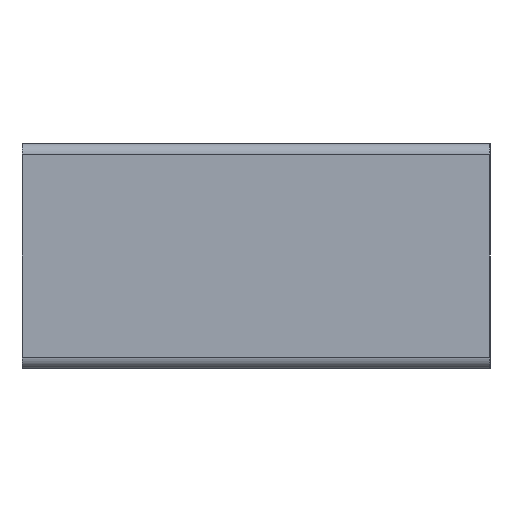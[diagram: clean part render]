
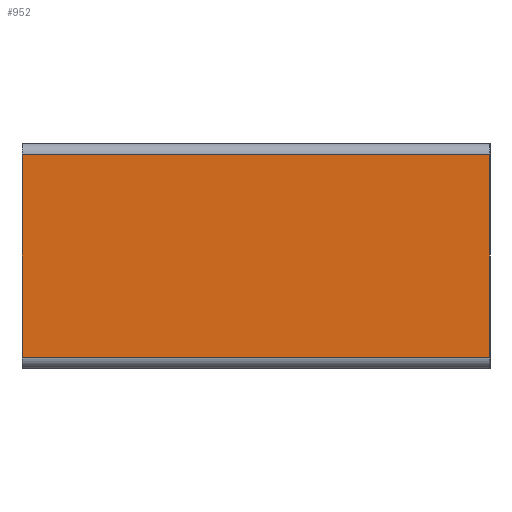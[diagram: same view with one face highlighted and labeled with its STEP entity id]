
A CAD part, left-side view. The second image highlights one B-rep face of the part: STEP entity #952.
In plain terms, the highlighted planar face has unit normal (-1, 0, 0).
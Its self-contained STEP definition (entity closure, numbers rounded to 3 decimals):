
#56 = CARTESIAN_POINT ( 'NONE',  ( -1., 0.625, 0.58 ) ) ;
#59 = EDGE_CURVE ( 'NONE', #609, #571, #514, .T. ) ;
#65 = DIRECTION ( 'NONE',  ( 0., 0., -1. ) ) ;
#146 = DIRECTION ( 'NONE',  ( 0., 0., -1. ) ) ;
#147 = DIRECTION ( 'NONE',  ( 1., 0., 0. ) ) ;
#148 = CARTESIAN_POINT ( 'NONE',  ( -1., -0.625, 0.58 ) ) ;
#167 = PLANE ( 'NONE',  #1124 ) ;
#170 = ORIENTED_EDGE ( 'NONE', *, *, #1142, .T. ) ;
#193 = ORIENTED_EDGE ( 'NONE', *, *, #759, .F. ) ;
#199 = LINE ( 'NONE', #327, #1785 ) ;
#294 = CARTESIAN_POINT ( 'NONE',  ( -1., -0.625, 0.04 ) ) ;
#308 = CARTESIAN_POINT ( 'NONE',  ( -1., 0.625, 0.04 ) ) ;
#310 = DIRECTION ( 'NONE',  ( 0., -1., 0. ) ) ;
#319 = VECTOR ( 'NONE', #756, 1000. ) ;
#327 = CARTESIAN_POINT ( 'NONE',  ( -1., -0.625, 0.58 ) ) ;
#458 = VECTOR ( 'NONE', #1488, 1000. ) ;
#514 = LINE ( 'NONE', #1438, #458 ) ;
#555 = EDGE_CURVE ( 'NONE', #1764, #1890, #199, .T. ) ;
#571 = VERTEX_POINT ( 'NONE', #308 ) ;
#609 = VERTEX_POINT ( 'NONE', #294 ) ;
#637 = LINE ( 'NONE', #762, #319 ) ;
#739 = CARTESIAN_POINT ( 'NONE',  ( -1., -0.625, 0.58 ) ) ;
#756 = DIRECTION ( 'NONE',  ( 0., 0., -1. ) ) ;
#759 = EDGE_CURVE ( 'NONE', #1890, #609, #637, .T. ) ;
#762 = CARTESIAN_POINT ( 'NONE',  ( -1., -0.625, 0.58 ) ) ;
#812 = FACE_OUTER_BOUND ( 'NONE', #1335, .T. ) ;
#952 = ADVANCED_FACE ( 'NONE', ( #812 ), #167, .F. ) ;
#1062 = LINE ( 'NONE', #56, #1085 ) ;
#1085 = VECTOR ( 'NONE', #65, 1000. ) ;
#1111 = ORIENTED_EDGE ( 'NONE', *, *, #555, .F. ) ;
#1124 = AXIS2_PLACEMENT_3D ( 'NONE', #148, #147, #146 ) ;
#1142 = EDGE_CURVE ( 'NONE', #1764, #571, #1062, .T. ) ;
#1174 = CARTESIAN_POINT ( 'NONE',  ( -1., 0.625, 0.58 ) ) ;
#1335 = EDGE_LOOP ( 'NONE', ( #170, #1795, #193, #1111 ) ) ;
#1438 = CARTESIAN_POINT ( 'NONE',  ( -1., -0.625, 0.04 ) ) ;
#1488 = DIRECTION ( 'NONE',  ( 0., 1., 0. ) ) ;
#1764 = VERTEX_POINT ( 'NONE', #1174 ) ;
#1785 = VECTOR ( 'NONE', #310, 1000. ) ;
#1795 = ORIENTED_EDGE ( 'NONE', *, *, #59, .F. ) ;
#1890 = VERTEX_POINT ( 'NONE', #739 ) ;
